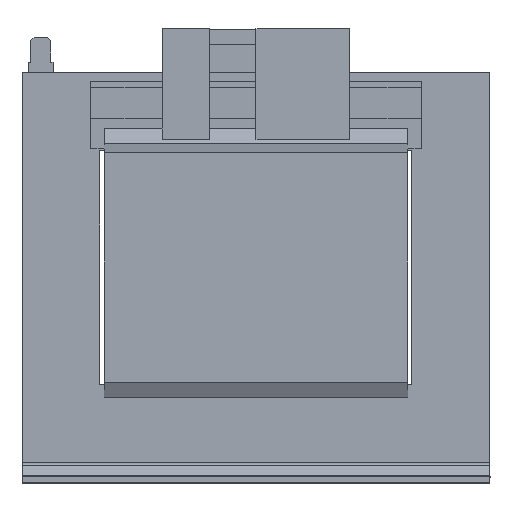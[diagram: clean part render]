
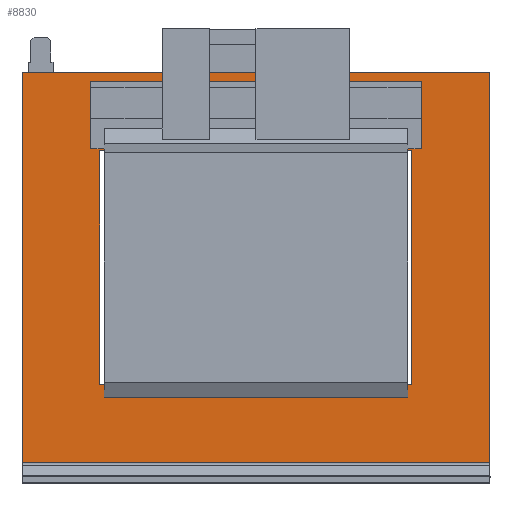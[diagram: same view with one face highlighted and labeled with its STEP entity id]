
A CAD part, top view. The second image highlights one B-rep face of the part: STEP entity #8830.
In plain terms, the highlighted planar face has unit normal (0, 0, 1).
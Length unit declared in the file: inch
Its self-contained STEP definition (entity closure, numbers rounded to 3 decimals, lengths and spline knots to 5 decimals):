
#187 = VECTOR ( 'NONE', #13462, 39.37008 ) ;
#206 = DIRECTION ( 'NONE',  ( 0., 0., 1. ) ) ;
#275 = VERTEX_POINT ( 'NONE', #5136 ) ;
#279 = VERTEX_POINT ( 'NONE', #13858 ) ;
#473 = VERTEX_POINT ( 'NONE', #11566 ) ;
#642 = DIRECTION ( 'NONE',  ( 0., -1., 0. ) ) ;
#692 = EDGE_CURVE ( 'NONE', #8114, #8650, #970, .T. ) ;
#763 = LINE ( 'NONE', #3055, #5551 ) ;
#799 = EDGE_CURVE ( 'NONE', #11638, #9470, #3470, .T. ) ;
#832 = DIRECTION ( 'NONE',  ( -1., 0., 0. ) ) ;
#854 = VECTOR ( 'NONE', #1379, 39.37008 ) ;
#875 = VERTEX_POINT ( 'NONE', #9133 ) ;
#882 = LINE ( 'NONE', #7477, #11475 ) ;
#970 = LINE ( 'NONE', #5339, #7177 ) ;
#1030 = CARTESIAN_POINT ( 'NONE',  ( -1.9685, 1.47638, 0.97441 ) ) ;
#1031 = VECTOR ( 'NONE', #7449, 39.37008 ) ;
#1157 = CARTESIAN_POINT ( 'NONE',  ( 0.98425, 1.47638, 0.97441 ) ) ;
#1280 = ORIENTED_EDGE ( 'NONE', *, *, #692, .T. ) ;
#1348 = VERTEX_POINT ( 'NONE', #9373 ) ;
#1379 = DIRECTION ( 'NONE',  ( 0., 1., 0. ) ) ;
#1453 = LINE ( 'NONE', #10197, #187 ) ;
#1718 = ORIENTED_EDGE ( 'NONE', *, *, #9580, .T. ) ;
#1743 = CARTESIAN_POINT ( 'NONE',  ( 0.98425, 0., 0.97441 ) ) ;
#1972 = EDGE_LOOP ( 'NONE', ( #11540, #11537, #2581, #4346 ) ) ;
#2020 = VERTEX_POINT ( 'NONE', #1157 ) ;
#2026 = DIRECTION ( 'NONE',  ( -1., 0., 0. ) ) ;
#2045 = CARTESIAN_POINT ( 'NONE',  ( -1.9685, -1.47638, 0.97441 ) ) ;
#2059 = ORIENTED_EDGE ( 'NONE', *, *, #7617, .T. ) ;
#2124 = LINE ( 'NONE', #8572, #2678 ) ;
#2243 = CARTESIAN_POINT ( 'NONE',  ( 0., 1.45079, 0.97441 ) ) ;
#2318 = VERTEX_POINT ( 'NONE', #5220 ) ;
#2392 = EDGE_CURVE ( 'NONE', #8650, #875, #6307, .T. ) ;
#2400 = DIRECTION ( 'NONE',  ( 0., 1., 0. ) ) ;
#2406 = EDGE_CURVE ( 'NONE', #11820, #275, #12885, .T. ) ;
#2436 = LINE ( 'NONE', #9166, #8321 ) ;
#2453 = LINE ( 'NONE', #6827, #854 ) ;
#2533 = ORIENTED_EDGE ( 'NONE', *, *, #6763, .F. ) ;
#2581 = ORIENTED_EDGE ( 'NONE', *, *, #10513, .F. ) ;
#2678 = VECTOR ( 'NONE', #3413, 39.37008 ) ;
#2684 = ORIENTED_EDGE ( 'NONE', *, *, #4016, .T. ) ;
#2748 = VECTOR ( 'NONE', #5717, 39.37008 ) ;
#3055 = CARTESIAN_POINT ( 'NONE',  ( 2.95276, 1.47638, 0.97441 ) ) ;
#3080 = CARTESIAN_POINT ( 'NONE',  ( 0., -1.45079, 0.97441 ) ) ;
#3351 = ORIENTED_EDGE ( 'NONE', *, *, #4531, .F. ) ;
#3413 = DIRECTION ( 'NONE',  ( -1., 0., 0. ) ) ;
#3470 = LINE ( 'NONE', #11072, #8091 ) ;
#3515 = EDGE_CURVE ( 'NONE', #10249, #12037, #9395, .T. ) ;
#3540 = VERTEX_POINT ( 'NONE', #7236 ) ;
#3984 = VECTOR ( 'NONE', #10672, 39.37008 ) ;
#4016 = EDGE_CURVE ( 'NONE', #4285, #11638, #2124, .T. ) ;
#4069 = CARTESIAN_POINT ( 'NONE',  ( 0., -1.47638, 0.97441 ) ) ;
#4072 = CARTESIAN_POINT ( 'NONE',  ( -2.95276, 0., 0.97441 ) ) ;
#4262 = LINE ( 'NONE', #9788, #4788 ) ;
#4285 = VERTEX_POINT ( 'NONE', #8546 ) ;
#4346 = ORIENTED_EDGE ( 'NONE', *, *, #13901, .T. ) ;
#4506 = FACE_OUTER_BOUND ( 'NONE', #1972, .T. ) ;
#4531 = EDGE_CURVE ( 'NONE', #4285, #275, #2453, .T. ) ;
#4578 = DIRECTION ( 'NONE',  ( 1., 0., 0. ) ) ;
#4651 = EDGE_CURVE ( 'NONE', #2318, #9470, #1453, .T. ) ;
#4788 = VECTOR ( 'NONE', #11858, 39.37008 ) ;
#5136 = CARTESIAN_POINT ( 'NONE',  ( -0.98425, -1.45079, 0.97441 ) ) ;
#5220 = CARTESIAN_POINT ( 'NONE',  ( -0.98425, 1.47638, 0.97441 ) ) ;
#5339 = CARTESIAN_POINT ( 'NONE',  ( 1.9685, 0., 0.97441 ) ) ;
#5495 = LINE ( 'NONE', #7791, #2748 ) ;
#5551 = VECTOR ( 'NONE', #832, 39.37008 ) ;
#5688 = AXIS2_PLACEMENT_3D ( 'NONE', #11167, #206, #4578 ) ;
#5717 = DIRECTION ( 'NONE',  ( 0., -1., 0. ) ) ;
#5727 = ORIENTED_EDGE ( 'NONE', *, *, #4651, .F. ) ;
#5760 = DIRECTION ( 'NONE',  ( 1., 0., 0. ) ) ;
#5861 = ORIENTED_EDGE ( 'NONE', *, *, #9502, .T. ) ;
#6118 = DIRECTION ( 'NONE',  ( 0., -1., 0. ) ) ;
#6307 = LINE ( 'NONE', #4069, #3984 ) ;
#6400 = VECTOR ( 'NONE', #2400, 39.37008 ) ;
#6565 = CARTESIAN_POINT ( 'NONE',  ( 0.98425, -1.45079, 0.97441 ) ) ;
#6763 = EDGE_CURVE ( 'NONE', #11820, #875, #11561, .T. ) ;
#6827 = CARTESIAN_POINT ( 'NONE',  ( -0.98425, 0., 0.97441 ) ) ;
#7177 = VECTOR ( 'NONE', #7344, 39.37008 ) ;
#7218 = EDGE_LOOP ( 'NONE', ( #8057, #2533, #12590, #3351, #2684, #8470, #5727, #2059, #1718, #5861, #10061, #1280 ) ) ;
#7236 = CARTESIAN_POINT ( 'NONE',  ( 2.95276, 2.46067, 0.97441 ) ) ;
#7344 = DIRECTION ( 'NONE',  ( 0., -1., 0. ) ) ;
#7449 = DIRECTION ( 'NONE',  ( -1., 0., 0. ) ) ;
#7477 = CARTESIAN_POINT ( 'NONE',  ( 0., -2.46063, 0.97441 ) ) ;
#7617 = EDGE_CURVE ( 'NONE', #2318, #473, #5495, .T. ) ;
#7791 = CARTESIAN_POINT ( 'NONE',  ( -0.98425, 0., 0.97441 ) ) ;
#8057 = ORIENTED_EDGE ( 'NONE', *, *, #2392, .T. ) ;
#8091 = VECTOR ( 'NONE', #14126, 39.37008 ) ;
#8114 = VERTEX_POINT ( 'NONE', #13416 ) ;
#8321 = VECTOR ( 'NONE', #13515, 39.37008 ) ;
#8470 = ORIENTED_EDGE ( 'NONE', *, *, #799, .T. ) ;
#8546 = CARTESIAN_POINT ( 'NONE',  ( -0.98425, -1.47638, 0.97441 ) ) ;
#8572 = CARTESIAN_POINT ( 'NONE',  ( 0., -1.47638, 0.97441 ) ) ;
#8650 = VERTEX_POINT ( 'NONE', #8728 ) ;
#8728 = CARTESIAN_POINT ( 'NONE',  ( 1.9685, -1.47638, 0.97441 ) ) ;
#8820 = CARTESIAN_POINT ( 'NONE',  ( -2.95276, -2.46063, 0.97441 ) ) ;
#8830 = ADVANCED_FACE ( 'NONE', ( #4506, #8875 ), #13225, .T. ) ;
#8875 = FACE_BOUND ( 'NONE', #7218, .T. ) ;
#9034 = EDGE_CURVE ( 'NONE', #3540, #10249, #4262, .T. ) ;
#9133 = CARTESIAN_POINT ( 'NONE',  ( 0.98425, -1.47638, 0.97441 ) ) ;
#9166 = CARTESIAN_POINT ( 'NONE',  ( 2.95276, 0., 0.97441 ) ) ;
#9373 = CARTESIAN_POINT ( 'NONE',  ( 2.95276, -2.46063, 0.97441 ) ) ;
#9395 = LINE ( 'NONE', #4072, #10911 ) ;
#9470 = VERTEX_POINT ( 'NONE', #1030 ) ;
#9502 = EDGE_CURVE ( 'NONE', #279, #2020, #13190, .T. ) ;
#9580 = EDGE_CURVE ( 'NONE', #473, #279, #12056, .T. ) ;
#9602 = VECTOR ( 'NONE', #6118, 39.37008 ) ;
#9788 = CARTESIAN_POINT ( 'NONE',  ( 0., 2.46067, 0.97441 ) ) ;
#9799 = CARTESIAN_POINT ( 'NONE',  ( -2.95276, 2.46067, 0.97441 ) ) ;
#10061 = ORIENTED_EDGE ( 'NONE', *, *, #11627, .F. ) ;
#10197 = CARTESIAN_POINT ( 'NONE',  ( 2.95276, 1.47638, 0.97441 ) ) ;
#10249 = VERTEX_POINT ( 'NONE', #9799 ) ;
#10513 = EDGE_CURVE ( 'NONE', #1348, #12037, #882, .T. ) ;
#10672 = DIRECTION ( 'NONE',  ( -1., 0., 0. ) ) ;
#10911 = VECTOR ( 'NONE', #642, 39.37008 ) ;
#11072 = CARTESIAN_POINT ( 'NONE',  ( -1.9685, 0., 0.97441 ) ) ;
#11167 = CARTESIAN_POINT ( 'NONE',  ( 0., 0., 0.97441 ) ) ;
#11205 = VECTOR ( 'NONE', #5760, 39.37008 ) ;
#11475 = VECTOR ( 'NONE', #2026, 39.37008 ) ;
#11537 = ORIENTED_EDGE ( 'NONE', *, *, #3515, .T. ) ;
#11540 = ORIENTED_EDGE ( 'NONE', *, *, #9034, .T. ) ;
#11561 = LINE ( 'NONE', #1743, #9602 ) ;
#11566 = CARTESIAN_POINT ( 'NONE',  ( -0.98425, 1.45079, 0.97441 ) ) ;
#11627 = EDGE_CURVE ( 'NONE', #8114, #2020, #763, .T. ) ;
#11638 = VERTEX_POINT ( 'NONE', #2045 ) ;
#11820 = VERTEX_POINT ( 'NONE', #6565 ) ;
#11858 = DIRECTION ( 'NONE',  ( -1., 0., 0. ) ) ;
#12037 = VERTEX_POINT ( 'NONE', #8820 ) ;
#12056 = LINE ( 'NONE', #2243, #11205 ) ;
#12590 = ORIENTED_EDGE ( 'NONE', *, *, #2406, .T. ) ;
#12885 = LINE ( 'NONE', #3080, #1031 ) ;
#13125 = CARTESIAN_POINT ( 'NONE',  ( 0.98425, 0., 0.97441 ) ) ;
#13190 = LINE ( 'NONE', #13125, #6400 ) ;
#13225 = PLANE ( 'NONE',  #5688 ) ;
#13416 = CARTESIAN_POINT ( 'NONE',  ( 1.9685, 1.47638, 0.97441 ) ) ;
#13462 = DIRECTION ( 'NONE',  ( -1., 0., 0. ) ) ;
#13515 = DIRECTION ( 'NONE',  ( 0., 1., 0. ) ) ;
#13858 = CARTESIAN_POINT ( 'NONE',  ( 0.98425, 1.45079, 0.97441 ) ) ;
#13901 = EDGE_CURVE ( 'NONE', #1348, #3540, #2436, .T. ) ;
#14126 = DIRECTION ( 'NONE',  ( 0., 1., 0. ) ) ;
